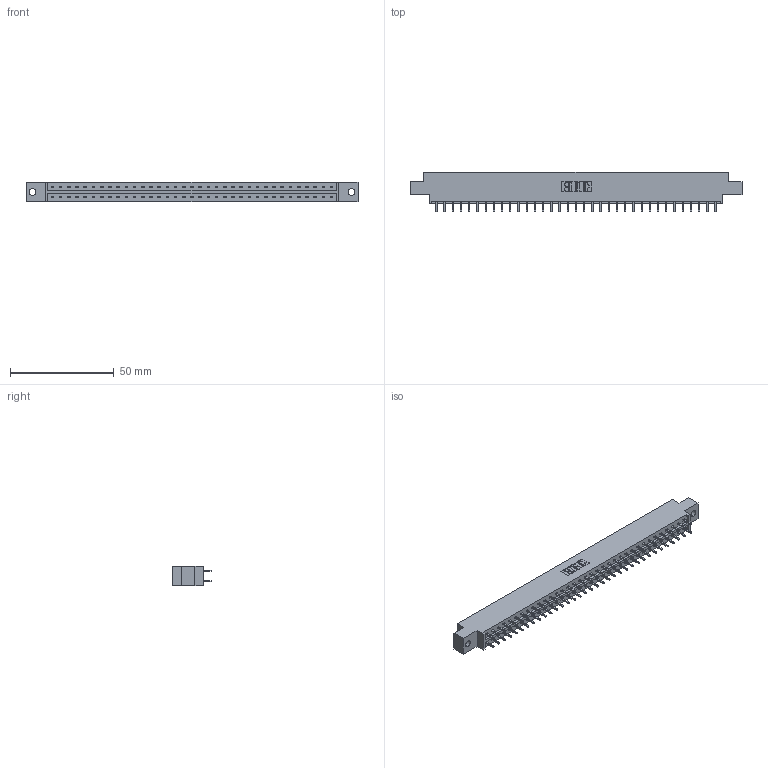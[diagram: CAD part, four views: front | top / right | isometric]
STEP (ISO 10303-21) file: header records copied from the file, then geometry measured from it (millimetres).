
FILE_DESCRIPTION (( 'STEP AP203' ), '1' );
FILE_NAME ('833-070-521-802.STEP', '2020-06-05T12:00:19', ( '' ), ( '' ), 'SwSTEP 2.0', 'SolidWorks 2020', '' );
FILE_SCHEMA (( 'CONFIG_CONTROL_DESIGN' ));
Length unit declared in the file: inch
Products named in the file (3): 833-070-521-802; 345-292-001_345-293-121; 833 Part_Offset - .128 Dia
Assembly tree (71 placements, depth 2):
  833-070-521-802
    833 Part_Offset - .128 Dia
    345-292-001_345-293-121  x70
Bounding box: 160.22 x 19.06 x 9.4 mm (x, y, z)
Volume: 15999.4 mm3; surface area: 18586.1 mm2
Topology: 71 solids, 71 shells, 3758 faces, 11173 edges, 7354 vertices
Faces by surface type: plane 2594, cylinder 1164
Entity records: 23575 total; most frequent: CARTESIAN_POINT 3918, ORIENTED_EDGE 3854, DIRECTION 3359, EDGE_CURVE 1927, LINE 1799, VECTOR 1799, VERTEX_POINT 1282, AXIS2_PLACEMENT_3D 780
